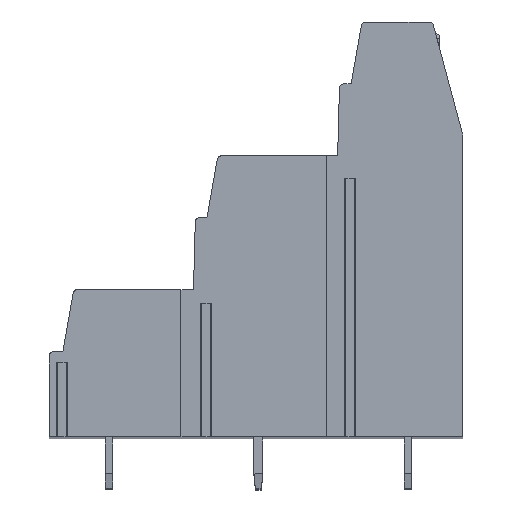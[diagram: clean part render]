
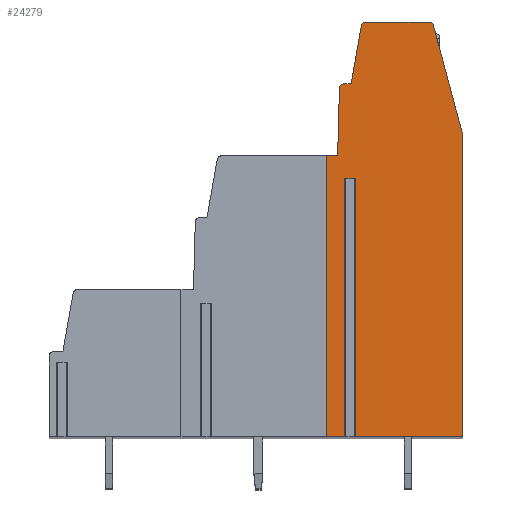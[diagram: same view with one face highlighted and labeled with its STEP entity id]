
A CAD part, top view. The second image highlights one B-rep face of the part: STEP entity #24279.
In plain terms, the highlighted planar face has unit normal (0, 0, 1).
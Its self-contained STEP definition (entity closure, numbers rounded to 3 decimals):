
#14=DIRECTION('',(-1.,0.,0.));
#15=VECTOR('',#14,0.743);
#16=CARTESIAN_POINT('',(1.908,2.65,63.5));
#17=LINE('',#16,#15);
#18=DIRECTION('',(0.,-1.,0.));
#19=VECTOR('',#18,17.55);
#20=CARTESIAN_POINT('',(1.165,2.65,63.5));
#21=LINE('',#20,#19);
#22=DIRECTION('',(1.,0.,0.));
#23=VECTOR('',#22,1.228);
#24=CARTESIAN_POINT('',(-0.063,-14.9,63.5));
#25=LINE('',#24,#23);
#26=DIRECTION('',(-1.,0.,0.));
#27=VECTOR('',#26,0.75);
#28=CARTESIAN_POINT('',(0.687,4.2,63.5));
#29=LINE('',#28,#27);
#30=DIRECTION('',(-0.026,-1.,0.));
#31=VECTOR('',#30,4.609);
#32=CARTESIAN_POINT('',(0.808,8.808,63.5));
#33=LINE('',#32,#31);
#34=CARTESIAN_POINT('',(1.108,8.8,63.5));
#35=DIRECTION('',(0.,0.,1.));
#36=DIRECTION('',(0.,1.,0.));
#37=AXIS2_PLACEMENT_3D('',#34,#35,#36);
#39=DIRECTION('',(-1.,0.,0.));
#40=VECTOR('',#39,0.497);
#41=CARTESIAN_POINT('',(1.605,9.1,63.5));
#42=LINE('',#41,#40);
#43=DIRECTION('',(-0.174,-0.985,0.));
#44=VECTOR('',#43,4.013);
#45=CARTESIAN_POINT('',(2.301,13.052,63.5));
#46=LINE('',#45,#44);
#47=CARTESIAN_POINT('',(2.597,13.,63.5));
#48=DIRECTION('',(0.,0.,1.));
#49=DIRECTION('',(0.,1.,0.));
#50=AXIS2_PLACEMENT_3D('',#47,#48,#49);
#52=DIRECTION('',(-1.,0.,0.));
#53=VECTOR('',#52,4.31);
#54=CARTESIAN_POINT('',(6.907,13.3,63.5));
#55=LINE('',#54,#53);
#56=CARTESIAN_POINT('',(6.907,13.,63.5));
#57=DIRECTION('',(0.,0.,1.));
#58=DIRECTION('',(0.966,0.259,0.));
#59=AXIS2_PLACEMENT_3D('',#56,#57,#58);
#61=CARTESIAN_POINT('',(8.187,5.518,63.5));
#62=DIRECTION('',(0.,0.,1.));
#63=DIRECTION('',(1.,0.,0.));
#64=AXIS2_PLACEMENT_3D('',#61,#62,#63);
#66=DIRECTION('',(0.,1.,0.));
#67=VECTOR('',#66,20.418);
#68=CARTESIAN_POINT('',(9.187,-14.9,63.5));
#69=LINE('',#68,#67);
#70=DIRECTION('',(1.,0.,0.));
#71=VECTOR('',#70,7.279);
#72=CARTESIAN_POINT('',(1.908,-14.9,63.5));
#73=LINE('',#72,#71);
#74=DIRECTION('',(0.,-1.,0.));
#75=VECTOR('',#74,17.55);
#76=CARTESIAN_POINT('',(1.908,2.65,63.5));
#77=LINE('',#76,#75);
#7776=DIRECTION('',(-0.259,0.966,0.));
#7777=VECTOR('',#7776,7.558);
#7778=CARTESIAN_POINT('',(9.153,5.777,63.5));
#7779=LINE('',#7778,#7777);
#13025=DIRECTION('',(0.,-1.,0.));
#13026=VECTOR('',#13025,19.1);
#13027=CARTESIAN_POINT('',(-0.063,4.2,63.5));
#13028=LINE('',#13027,#13026);
#19113=CARTESIAN_POINT('',(9.187,-14.9,63.5));
#19114=CARTESIAN_POINT('',(9.187,5.518,63.5));
#19115=VERTEX_POINT('',#19113);
#19116=VERTEX_POINT('',#19114);
#19117=CARTESIAN_POINT('',(9.153,5.777,63.5));
#19118=VERTEX_POINT('',#19117);
#19119=CARTESIAN_POINT('',(7.197,13.078,63.5));
#19120=CARTESIAN_POINT('',(6.907,13.3,63.5));
#19121=VERTEX_POINT('',#19119);
#19122=VERTEX_POINT('',#19120);
#19123=CARTESIAN_POINT('',(2.597,13.3,63.5));
#19124=VERTEX_POINT('',#19123);
#19125=CARTESIAN_POINT('',(2.301,13.052,63.5));
#19126=VERTEX_POINT('',#19125);
#19127=CARTESIAN_POINT('',(1.605,9.1,63.5));
#19128=VERTEX_POINT('',#19127);
#19129=CARTESIAN_POINT('',(1.108,9.1,63.5));
#19130=VERTEX_POINT('',#19129);
#19131=CARTESIAN_POINT('',(0.808,8.808,63.5));
#19132=VERTEX_POINT('',#19131);
#19133=CARTESIAN_POINT('',(0.687,4.2,63.5));
#19134=VERTEX_POINT('',#19133);
#19173=CARTESIAN_POINT('',(-0.063,-14.9,63.5));
#19175=VERTEX_POINT('',#19173);
#19181=CARTESIAN_POINT('',(-0.063,4.2,63.5));
#19182=VERTEX_POINT('',#19181);
#19229=CARTESIAN_POINT('',(1.908,2.65,63.5));
#19230=CARTESIAN_POINT('',(1.165,2.65,63.5));
#19231=VERTEX_POINT('',#19229);
#19232=VERTEX_POINT('',#19230);
#19233=CARTESIAN_POINT('',(1.908,-14.9,63.5));
#19234=VERTEX_POINT('',#19233);
#19235=CARTESIAN_POINT('',(1.165,-14.9,63.5));
#19236=VERTEX_POINT('',#19235);
#24238=CARTESIAN_POINT('',(0.,0.,63.5));
#24239=DIRECTION('',(0.,0.,1.));
#24240=DIRECTION('',(1.,0.,0.));
#24241=AXIS2_PLACEMENT_3D('',#24238,#24239,#24240);
#24242=PLANE('',#24241);
#24244=ORIENTED_EDGE('',*,*,#24243,.T.);
#24246=ORIENTED_EDGE('',*,*,#24245,.T.);
#24248=ORIENTED_EDGE('',*,*,#24247,.F.);
#24250=ORIENTED_EDGE('',*,*,#24249,.F.);
#24252=ORIENTED_EDGE('',*,*,#24251,.F.);
#24254=ORIENTED_EDGE('',*,*,#24253,.F.);
#24256=ORIENTED_EDGE('',*,*,#24255,.F.);
#24258=ORIENTED_EDGE('',*,*,#24257,.F.);
#24260=ORIENTED_EDGE('',*,*,#24259,.F.);
#24262=ORIENTED_EDGE('',*,*,#24261,.F.);
#24264=ORIENTED_EDGE('',*,*,#24263,.F.);
#24266=ORIENTED_EDGE('',*,*,#24265,.F.);
#24268=ORIENTED_EDGE('',*,*,#24267,.F.);
#24270=ORIENTED_EDGE('',*,*,#24269,.F.);
#24272=ORIENTED_EDGE('',*,*,#24271,.F.);
#24274=ORIENTED_EDGE('',*,*,#24273,.F.);
#24276=ORIENTED_EDGE('',*,*,#24275,.F.);
#24277=EDGE_LOOP('',(#24244,#24246,#24248,#24250,#24252,#24254,#24256,#24258,
#24260,#24262,#24264,#24266,#24268,#24270,#24272,#24274,#24276));
#24278=FACE_OUTER_BOUND('',#24277,.F.);
#38=CIRCLE('',#37,0.3);
#51=CIRCLE('',#50,0.3);
#60=CIRCLE('',#59,0.3);
#65=CIRCLE('',#64,1.);
#24243=EDGE_CURVE('',#19231,#19232,#17,.T.);
#24245=EDGE_CURVE('',#19232,#19236,#21,.T.);
#24247=EDGE_CURVE('',#19175,#19236,#25,.T.);
#24249=EDGE_CURVE('',#19182,#19175,#13028,.T.);
#24251=EDGE_CURVE('',#19134,#19182,#29,.T.);
#24253=EDGE_CURVE('',#19132,#19134,#33,.T.);
#24255=EDGE_CURVE('',#19130,#19132,#38,.T.);
#24257=EDGE_CURVE('',#19128,#19130,#42,.T.);
#24259=EDGE_CURVE('',#19126,#19128,#46,.T.);
#24261=EDGE_CURVE('',#19124,#19126,#51,.T.);
#24263=EDGE_CURVE('',#19122,#19124,#55,.T.);
#24265=EDGE_CURVE('',#19121,#19122,#60,.T.);
#24267=EDGE_CURVE('',#19118,#19121,#7779,.T.);
#24269=EDGE_CURVE('',#19116,#19118,#65,.T.);
#24271=EDGE_CURVE('',#19115,#19116,#69,.T.);
#24273=EDGE_CURVE('',#19234,#19115,#73,.T.);
#24275=EDGE_CURVE('',#19231,#19234,#77,.T.);
#24279=ADVANCED_FACE('',(#24278),#24242,.T.);
